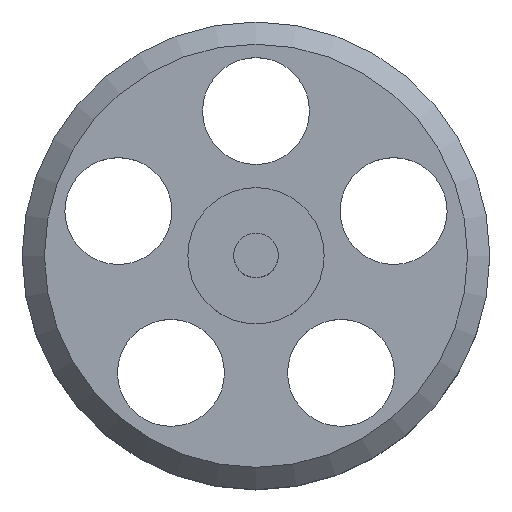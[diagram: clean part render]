
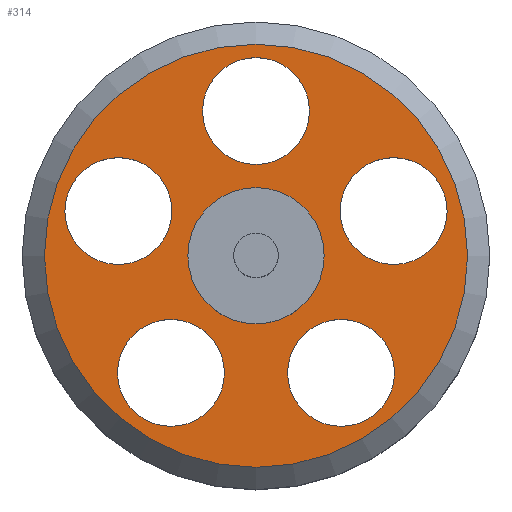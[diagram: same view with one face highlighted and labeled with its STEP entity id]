
A CAD part, top view. The second image highlights one B-rep face of the part: STEP entity #314.
In plain terms, the highlighted planar face has unit normal (0, 0, 1).
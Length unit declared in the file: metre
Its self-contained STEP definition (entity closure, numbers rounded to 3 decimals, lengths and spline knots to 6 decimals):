
#47=ORIENTED_EDGE('',*,*,#98,.T.);
#48=ORIENTED_EDGE('',*,*,#99,.F.);
#49=ORIENTED_EDGE('',*,*,#91,.F.);
#50=ORIENTED_EDGE('',*,*,#92,.F.);
#51=ORIENTED_EDGE('',*,*,#93,.F.);
#52=ORIENTED_EDGE('',*,*,#94,.F.);
#53=ORIENTED_EDGE('',*,*,#95,.F.);
#91=EDGE_CURVE('',#119,#119,#147,.T.);
#92=EDGE_CURVE('',#120,#120,#148,.T.);
#93=EDGE_CURVE('',#121,#121,#149,.T.);
#94=EDGE_CURVE('',#122,#122,#150,.T.);
#95=EDGE_CURVE('',#123,#123,#151,.T.);
#98=EDGE_CURVE('',#126,#126,#154,.T.);
#99=EDGE_CURVE('',#127,#127,#155,.T.);
#119=VERTEX_POINT('',#629);
#120=VERTEX_POINT('',#632);
#121=VERTEX_POINT('',#635);
#122=VERTEX_POINT('',#638);
#123=VERTEX_POINT('',#641);
#126=VERTEX_POINT('',#649);
#127=VERTEX_POINT('',#651);
#147=CIRCLE('',#462,0.0012);
#148=CIRCLE('',#464,0.0012);
#149=CIRCLE('',#466,0.0012);
#150=CIRCLE('',#468,0.0012);
#151=CIRCLE('',#470,0.0012);
#154=CIRCLE('',#475,0.00475);
#155=CIRCLE('',#476,0.00153);
#187=EDGE_LOOP('',(#47));
#188=EDGE_LOOP('',(#48));
#189=EDGE_LOOP('',(#49));
#190=EDGE_LOOP('',(#50));
#191=EDGE_LOOP('',(#51));
#192=EDGE_LOOP('',(#52));
#193=EDGE_LOOP('',(#53));
#243=FACE_BOUND('',#187,.T.);
#244=FACE_BOUND('',#188,.T.);
#245=FACE_BOUND('',#189,.T.);
#246=FACE_BOUND('',#190,.T.);
#247=FACE_BOUND('',#191,.T.);
#248=FACE_BOUND('',#192,.T.);
#249=FACE_BOUND('',#193,.T.);
#281=PLANE('',#474);
#314=ADVANCED_FACE('',(#243,#244,#245,#246,#247,#248,#249),#281,.T.);
#462=AXIS2_PLACEMENT_3D('',#628,#525,#526);
#464=AXIS2_PLACEMENT_3D('',#631,#529,#530);
#466=AXIS2_PLACEMENT_3D('',#634,#533,#534);
#468=AXIS2_PLACEMENT_3D('',#637,#537,#538);
#470=AXIS2_PLACEMENT_3D('',#640,#541,#542);
#474=AXIS2_PLACEMENT_3D('',#647,#549,#550);
#475=AXIS2_PLACEMENT_3D('',#648,#551,#552);
#476=AXIS2_PLACEMENT_3D('',#650,#553,#554);
#525=DIRECTION('',(0.,0.,1.));
#526=DIRECTION('',(1.,0.,0.));
#529=DIRECTION('',(0.,0.,1.));
#530=DIRECTION('',(1.,0.,0.));
#533=DIRECTION('',(0.,0.,1.));
#534=DIRECTION('',(1.,0.,0.));
#537=DIRECTION('',(0.,0.,1.));
#538=DIRECTION('',(1.,0.,0.));
#541=DIRECTION('',(0.,0.,1.));
#542=DIRECTION('',(1.,0.,0.));
#549=DIRECTION('',(0.,0.,1.));
#550=DIRECTION('',(1.,0.,0.));
#551=DIRECTION('',(0.,0.,1.));
#552=DIRECTION('',(1.,0.,0.));
#553=DIRECTION('',(0.,0.,1.));
#554=DIRECTION('',(1.,0.,0.));
#628=CARTESIAN_POINT('',(0.,0.00325,0.0077));
#629=CARTESIAN_POINT('',(0.0012,0.00325,0.0077));
#631=CARTESIAN_POINT('',(-0.003091,0.001004,0.0077));
#632=CARTESIAN_POINT('',(-0.001891,0.001004,0.0077));
#634=CARTESIAN_POINT('',(-0.00191,-0.002629,0.0077));
#635=CARTESIAN_POINT('',(-0.00071,-0.002629,0.0077));
#637=CARTESIAN_POINT('',(0.00191,-0.002629,0.0077));
#638=CARTESIAN_POINT('',(0.00311,-0.002629,0.0077));
#640=CARTESIAN_POINT('',(0.003091,0.001004,0.0077));
#641=CARTESIAN_POINT('',(0.004291,0.001004,0.0077));
#647=CARTESIAN_POINT('',(0.,0.,0.0077));
#648=CARTESIAN_POINT('',(0.,0.,0.0077));
#649=CARTESIAN_POINT('',(0.00475,0.,0.0077));
#650=CARTESIAN_POINT('',(0.,0.,0.0077));
#651=CARTESIAN_POINT('',(0.00153,0.,0.0077));
